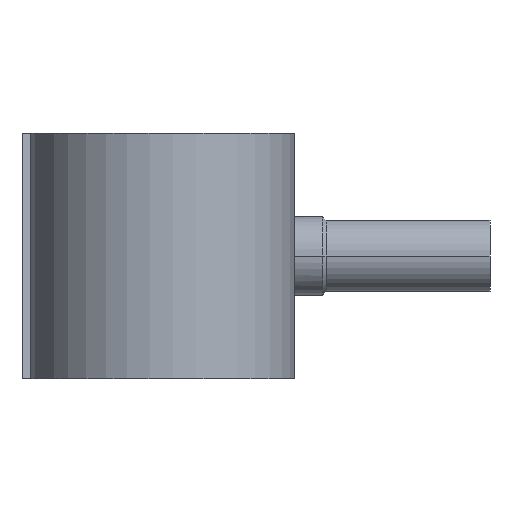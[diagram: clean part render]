
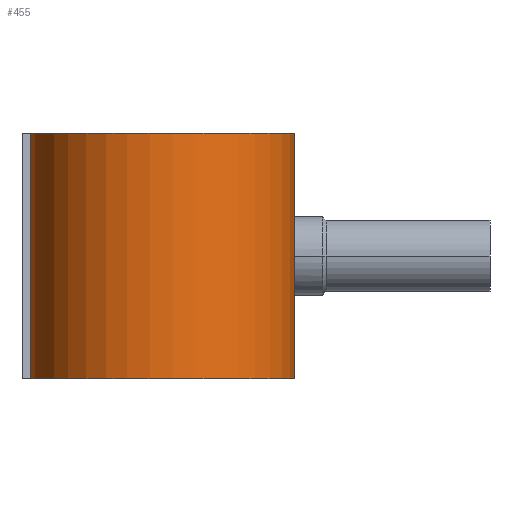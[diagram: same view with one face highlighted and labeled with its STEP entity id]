
A CAD part, front view. The second image highlights one B-rep face of the part: STEP entity #455.
In plain terms, the highlighted cylindrical face has radius 59.267 mm (diameter 118.533 mm), a partial arc.
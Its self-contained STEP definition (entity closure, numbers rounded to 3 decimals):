
#249 = EDGE_CURVE( '', #545, #517, #680, .T. );
#273 = VERTEX_POINT( '', #707 );
#329 = EDGE_CURVE( '', #429, #273, #765, .T. );
#385 = EDGE_CURVE( '', #545, #273, #826, .T. );
#429 = VERTEX_POINT( '', #880 );
#455 = ADVANCED_FACE( '', ( #911 ), #912, .T. );
#517 = VERTEX_POINT( '', #981 );
#545 = VERTEX_POINT( '', #1010 );
#547 = EDGE_CURVE( '', #517, #429, #1012, .T. );
#680 = LINE( '', #1155, #1156 );
#707 = CARTESIAN_POINT( '', ( 59.072, 4.8, 55. ) );
#765 = LINE( '', #1390, #1391 );
#826 = CIRCLE( '', #1577, 59.267 );
#880 = CARTESIAN_POINT( '', ( 59.072, 4.8, -55. ) );
#911 = FACE_OUTER_BOUND( '', #1695, .T. );
#912 = CYLINDRICAL_SURFACE( '', #1696, 59.267 );
#981 = CARTESIAN_POINT( '', ( -59.072, -4.8, -55. ) );
#1010 = CARTESIAN_POINT( '', ( -59.072, -4.8, 55. ) );
#1012 = CIRCLE( '', #1854, 59.267 );
#1155 = CARTESIAN_POINT( '', ( -59.072, -4.8, 55. ) );
#1156 = VECTOR( '', #2103, 1. );
#1390 = CARTESIAN_POINT( '', ( 59.072, 4.8, 55. ) );
#1391 = VECTOR( '', #2182, 1. );
#1577 = AXIS2_PLACEMENT_3D( '', #2255, #2256, #2257 );
#1695 = EDGE_LOOP( '', ( #2397, #2398, #2399, #2400 ) );
#1696 = AXIS2_PLACEMENT_3D( '', #2401, #2402, #2403 );
#1854 = AXIS2_PLACEMENT_3D( '', #2515, #2516, #2517 );
#2103 = DIRECTION( '', ( 0., 0., -1. ) );
#2182 = DIRECTION( '', ( 0., 0., 1. ) );
#2255 = CARTESIAN_POINT( '', ( 0., 0., 55. ) );
#2256 = DIRECTION( '', ( 0., 0., 1. ) );
#2257 = DIRECTION( '', ( -0.997, -0.081, 0. ) );
#2397 = ORIENTED_EDGE( '', *, *, #329, .T. );
#2398 = ORIENTED_EDGE( '', *, *, #385, .F. );
#2399 = ORIENTED_EDGE( '', *, *, #249, .T. );
#2400 = ORIENTED_EDGE( '', *, *, #547, .T. );
#2401 = CARTESIAN_POINT( '', ( 0., 0., 55. ) );
#2402 = DIRECTION( '', ( 0., 0., 1. ) );
#2403 = DIRECTION( '', ( -0.997, -0.081, 0. ) );
#2515 = CARTESIAN_POINT( '', ( 0., 0., -55. ) );
#2516 = DIRECTION( '', ( 0., 0., 1. ) );
#2517 = DIRECTION( '', ( -0.997, -0.081, 0. ) );
